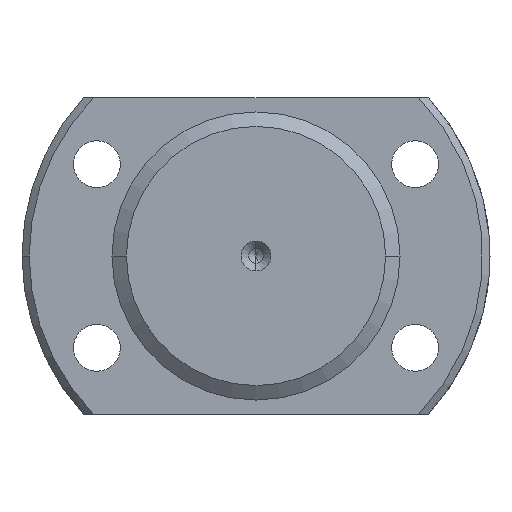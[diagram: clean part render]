
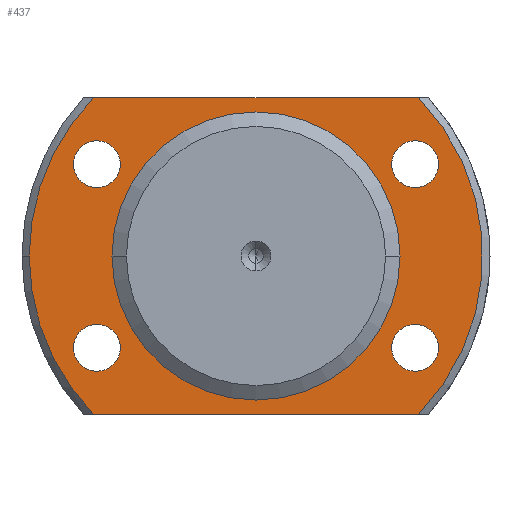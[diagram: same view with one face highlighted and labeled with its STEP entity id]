
A CAD part, left-side view. The second image highlights one B-rep face of the part: STEP entity #437.
In plain terms, the highlighted planar face has unit normal (-1, 0, 0).
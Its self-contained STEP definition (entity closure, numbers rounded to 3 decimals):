
#29 = VERTEX_POINT ( 'NONE', #571 ) ;
#79 = EDGE_CURVE ( 'NONE', #1269, #197, #1490, .T. ) ;
#197 = VERTEX_POINT ( 'NONE', #2867 ) ;
#240 = CARTESIAN_POINT ( 'NONE',  ( 17.5, 0., 0. ) ) ;
#268 = DIRECTION ( 'NONE',  ( 0., 1., 0. ) ) ;
#287 = EDGE_CURVE ( 'NONE', #335, #4017, #1488, .T. ) ;
#300 = ORIENTED_EDGE ( 'NONE', *, *, #883, .T. ) ;
#321 = CARTESIAN_POINT ( 'NONE',  ( 17.5, -18.85, -12.75 ) ) ;
#335 = VERTEX_POINT ( 'NONE', #1170 ) ;
#394 = AXIS2_PLACEMENT_3D ( 'NONE', #2698, #3428, #2330 ) ;
#407 = DIRECTION ( 'NONE',  ( 0., -1., 0. ) ) ;
#437 = ADVANCED_FACE ( 'NONE', ( #537, #2746, #854, #834, #3530, #3162 ), #882, .F. ) ;
#471 = EDGE_CURVE ( 'NONE', #1809, #1403, #3740, .T. ) ;
#518 = CIRCLE ( 'NONE', #2683, 3.25 ) ;
#537 = FACE_BOUND ( 'NONE', #896, .T. ) ;
#571 = CARTESIAN_POINT ( 'NONE',  ( 17.5, -18.85, 12.75 ) ) ;
#716 = ORIENTED_EDGE ( 'NONE', *, *, #4737, .T. ) ;
#742 = EDGE_CURVE ( 'NONE', #1809, #3795, #1902, .T. ) ;
#800 = EDGE_LOOP ( 'NONE', ( #3732, #4145, #4767, #2472, #3519 ) ) ;
#830 = DIRECTION ( 'NONE',  ( 1., 0., 0. ) ) ;
#834 = FACE_BOUND ( 'NONE', #4769, .T. ) ;
#854 = FACE_BOUND ( 'NONE', #3246, .T. ) ;
#878 = DIRECTION ( 'NONE',  ( 0., 1., 0. ) ) ;
#882 = PLANE ( 'NONE',  #4283 ) ;
#883 = EDGE_CURVE ( 'NONE', #1014, #29, #1577, .T. ) ;
#896 = EDGE_LOOP ( 'NONE', ( #4631, #3704 ) ) ;
#899 = DIRECTION ( 'NONE',  ( 1., 0., 0. ) ) ;
#1014 = VERTEX_POINT ( 'NONE', #1018 ) ;
#1018 = CARTESIAN_POINT ( 'NONE',  ( 17.5, -25.35, 12.75 ) ) ;
#1051 = CIRCLE ( 'NONE', #3927, 3.25 ) ;
#1064 = VERTEX_POINT ( 'NONE', #3548 ) ;
#1136 = ORIENTED_EDGE ( 'NONE', *, *, #1216, .T. ) ;
#1170 = CARTESIAN_POINT ( 'NONE',  ( 17.5, 22.544, 22. ) ) ;
#1202 = CARTESIAN_POINT ( 'NONE',  ( 17.5, -22.544, 22. ) ) ;
#1216 = EDGE_CURVE ( 'NONE', #1954, #3760, #3127, .T. ) ;
#1224 = CARTESIAN_POINT ( 'NONE',  ( 17.5, 31.5, 0. ) ) ;
#1229 = DIRECTION ( 'NONE',  ( 0., 1., 0. ) ) ;
#1253 = DIRECTION ( 'NONE',  ( 0., 1., 0. ) ) ;
#1266 = DIRECTION ( 'NONE',  ( 0., 1., 0. ) ) ;
#1269 = VERTEX_POINT ( 'NONE', #4780 ) ;
#1403 = VERTEX_POINT ( 'NONE', #1224 ) ;
#1422 = EDGE_CURVE ( 'NONE', #1064, #2287, #1726, .T. ) ;
#1459 = CARTESIAN_POINT ( 'NONE',  ( 17.5, -20., -22. ) ) ;
#1488 = LINE ( 'NONE', #2622, #2416 ) ;
#1490 = CIRCLE ( 'NONE', #2410, 3.25 ) ;
#1537 = ORIENTED_EDGE ( 'NONE', *, *, #4349, .T. ) ;
#1577 = CIRCLE ( 'NONE', #4429, 3.25 ) ;
#1594 = DIRECTION ( 'NONE',  ( 1., 0., 0. ) ) ;
#1671 = DIRECTION ( 'NONE',  ( 1., 0., 0. ) ) ;
#1684 = CARTESIAN_POINT ( 'NONE',  ( 17.5, -20., 0. ) ) ;
#1687 = CIRCLE ( 'NONE', #2221, 20. ) ;
#1726 = CIRCLE ( 'NONE', #4282, 3.25 ) ;
#1731 = VERTEX_POINT ( 'NONE', #4081 ) ;
#1788 = DIRECTION ( 'NONE',  ( 0., 1., 0. ) ) ;
#1809 = VERTEX_POINT ( 'NONE', #2246 ) ;
#1825 = CIRCLE ( 'NONE', #3755, 31.5 ) ;
#1902 = LINE ( 'NONE', #1459, #4059 ) ;
#1917 = CIRCLE ( 'NONE', #3387, 31.5 ) ;
#1921 = VERTEX_POINT ( 'NONE', #1966 ) ;
#1954 = VERTEX_POINT ( 'NONE', #3913 ) ;
#1966 = CARTESIAN_POINT ( 'NONE',  ( 17.5, -20., 0. ) ) ;
#2061 = DIRECTION ( 'NONE',  ( 1., 0., 0. ) ) ;
#2120 = CIRCLE ( 'NONE', #3593, 20. ) ;
#2142 = DIRECTION ( 'NONE',  ( 1., 0., 0. ) ) ;
#2221 = AXIS2_PLACEMENT_3D ( 'NONE', #4198, #899, #3840 ) ;
#2246 = CARTESIAN_POINT ( 'NONE',  ( 17.5, 22.544, -22. ) ) ;
#2287 = VERTEX_POINT ( 'NONE', #2366 ) ;
#2322 = DIRECTION ( 'NONE',  ( 1., 0., 0. ) ) ;
#2325 = DIRECTION ( 'NONE',  ( 1., 0., 0. ) ) ;
#2330 = DIRECTION ( 'NONE',  ( 0., 1., 0. ) ) ;
#2332 = EDGE_CURVE ( 'NONE', #2287, #1064, #2422, .T. ) ;
#2366 = CARTESIAN_POINT ( 'NONE',  ( 17.5, 18.85, -12.75 ) ) ;
#2392 = EDGE_CURVE ( 'NONE', #1731, #1921, #2120, .T. ) ;
#2408 = DIRECTION ( 'NONE',  ( 0., 1., 0. ) ) ;
#2410 = AXIS2_PLACEMENT_3D ( 'NONE', #3609, #4759, #1788 ) ;
#2416 = VECTOR ( 'NONE', #4486, 1000. ) ;
#2422 = CIRCLE ( 'NONE', #4428, 3.25 ) ;
#2472 = ORIENTED_EDGE ( 'NONE', *, *, #742, .T. ) ;
#2534 = CARTESIAN_POINT ( 'NONE',  ( 17.5, -22.544, -22. ) ) ;
#2540 = ORIENTED_EDGE ( 'NONE', *, *, #2332, .T. ) ;
#2622 = CARTESIAN_POINT ( 'NONE',  ( 17.5, -20., 22. ) ) ;
#2672 = CARTESIAN_POINT ( 'NONE',  ( 17.5, -22.1, -12.75 ) ) ;
#2683 = AXIS2_PLACEMENT_3D ( 'NONE', #3964, #3943, #2839 ) ;
#2698 = CARTESIAN_POINT ( 'NONE',  ( 17.5, 0., 0. ) ) ;
#2746 = FACE_BOUND ( 'NONE', #3032, .T. ) ;
#2779 = ORIENTED_EDGE ( 'NONE', *, *, #2392, .T. ) ;
#2839 = DIRECTION ( 'NONE',  ( 0., 1., 0. ) ) ;
#2867 = CARTESIAN_POINT ( 'NONE',  ( 17.5, 25.35, 12.75 ) ) ;
#3026 = DIRECTION ( 'NONE',  ( 0., 1., 0. ) ) ;
#3032 = EDGE_LOOP ( 'NONE', ( #3773, #300 ) ) ;
#3066 = CARTESIAN_POINT ( 'NONE',  ( 17.5, 22.1, -12.75 ) ) ;
#3071 = CARTESIAN_POINT ( 'NONE',  ( 17.5, 0., 0. ) ) ;
#3088 = DIRECTION ( 'NONE',  ( 0., 1., 0. ) ) ;
#3127 = CIRCLE ( 'NONE', #3670, 3.25 ) ;
#3145 = CARTESIAN_POINT ( 'NONE',  ( 17.5, 22.1, 12.75 ) ) ;
#3149 = EDGE_CURVE ( 'NONE', #1403, #335, #1825, .T. ) ;
#3162 = FACE_OUTER_BOUND ( 'NONE', #800, .T. ) ;
#3221 = CIRCLE ( 'NONE', #4016, 3.25 ) ;
#3246 = EDGE_LOOP ( 'NONE', ( #1537, #1136 ) ) ;
#3387 = AXIS2_PLACEMENT_3D ( 'NONE', #240, #2142, #268 ) ;
#3428 = DIRECTION ( 'NONE',  ( 1., 0., 0. ) ) ;
#3450 = CARTESIAN_POINT ( 'NONE',  ( 17.5, -22.1, 12.75 ) ) ;
#3457 = DIRECTION ( 'NONE',  ( 0., 1., 0. ) ) ;
#3519 = ORIENTED_EDGE ( 'NONE', *, *, #4470, .F. ) ;
#3530 = FACE_BOUND ( 'NONE', #4052, .T. ) ;
#3548 = CARTESIAN_POINT ( 'NONE',  ( 17.5, 25.35, -12.75 ) ) ;
#3593 = AXIS2_PLACEMENT_3D ( 'NONE', #3071, #4170, #1229 ) ;
#3609 = CARTESIAN_POINT ( 'NONE',  ( 17.5, 22.1, 12.75 ) ) ;
#3667 = ORIENTED_EDGE ( 'NONE', *, *, #1422, .T. ) ;
#3670 = AXIS2_PLACEMENT_3D ( 'NONE', #4662, #2061, #2408 ) ;
#3704 = ORIENTED_EDGE ( 'NONE', *, *, #79, .T. ) ;
#3732 = ORIENTED_EDGE ( 'NONE', *, *, #287, .F. ) ;
#3740 = CIRCLE ( 'NONE', #394, 31.5 ) ;
#3755 = AXIS2_PLACEMENT_3D ( 'NONE', #3867, #2325, #1266 ) ;
#3760 = VERTEX_POINT ( 'NONE', #321 ) ;
#3773 = ORIENTED_EDGE ( 'NONE', *, *, #4532, .T. ) ;
#3795 = VERTEX_POINT ( 'NONE', #2534 ) ;
#3840 = DIRECTION ( 'NONE',  ( 0., 1., 0. ) ) ;
#3867 = CARTESIAN_POINT ( 'NONE',  ( 17.5, 0., 0. ) ) ;
#3913 = CARTESIAN_POINT ( 'NONE',  ( 17.5, -25.35, -12.75 ) ) ;
#3927 = AXIS2_PLACEMENT_3D ( 'NONE', #3145, #1594, #4258 ) ;
#3943 = DIRECTION ( 'NONE',  ( 1., 0., 0. ) ) ;
#3964 = CARTESIAN_POINT ( 'NONE',  ( 17.5, -22.1, 12.75 ) ) ;
#4014 = EDGE_CURVE ( 'NONE', #197, #1269, #1051, .T. ) ;
#4016 = AXIS2_PLACEMENT_3D ( 'NONE', #2672, #830, #878 ) ;
#4017 = VERTEX_POINT ( 'NONE', #1202 ) ;
#4052 = EDGE_LOOP ( 'NONE', ( #2779, #716 ) ) ;
#4059 = VECTOR ( 'NONE', #407, 1000. ) ;
#4081 = CARTESIAN_POINT ( 'NONE',  ( 17.5, 20., 0. ) ) ;
#4145 = ORIENTED_EDGE ( 'NONE', *, *, #3149, .F. ) ;
#4164 = DIRECTION ( 'NONE',  ( 1., 0., 0. ) ) ;
#4170 = DIRECTION ( 'NONE',  ( 1., 0., 0. ) ) ;
#4198 = CARTESIAN_POINT ( 'NONE',  ( 17.5, 0., 0. ) ) ;
#4233 = DIRECTION ( 'NONE',  ( 1., 0., 0. ) ) ;
#4258 = DIRECTION ( 'NONE',  ( 0., 1., 0. ) ) ;
#4262 = CARTESIAN_POINT ( 'NONE',  ( 17.5, 22.1, -12.75 ) ) ;
#4282 = AXIS2_PLACEMENT_3D ( 'NONE', #3066, #4164, #3457 ) ;
#4283 = AXIS2_PLACEMENT_3D ( 'NONE', #1684, #4233, #3088 ) ;
#4349 = EDGE_CURVE ( 'NONE', #3760, #1954, #3221, .T. ) ;
#4428 = AXIS2_PLACEMENT_3D ( 'NONE', #4262, #1671, #1253 ) ;
#4429 = AXIS2_PLACEMENT_3D ( 'NONE', #3450, #2322, #3026 ) ;
#4470 = EDGE_CURVE ( 'NONE', #4017, #3795, #1917, .T. ) ;
#4486 = DIRECTION ( 'NONE',  ( 0., -1., 0. ) ) ;
#4532 = EDGE_CURVE ( 'NONE', #29, #1014, #518, .T. ) ;
#4631 = ORIENTED_EDGE ( 'NONE', *, *, #4014, .T. ) ;
#4662 = CARTESIAN_POINT ( 'NONE',  ( 17.5, -22.1, -12.75 ) ) ;
#4737 = EDGE_CURVE ( 'NONE', #1921, #1731, #1687, .T. ) ;
#4759 = DIRECTION ( 'NONE',  ( 1., 0., 0. ) ) ;
#4767 = ORIENTED_EDGE ( 'NONE', *, *, #471, .F. ) ;
#4769 = EDGE_LOOP ( 'NONE', ( #3667, #2540 ) ) ;
#4780 = CARTESIAN_POINT ( 'NONE',  ( 17.5, 18.85, 12.75 ) ) ;
